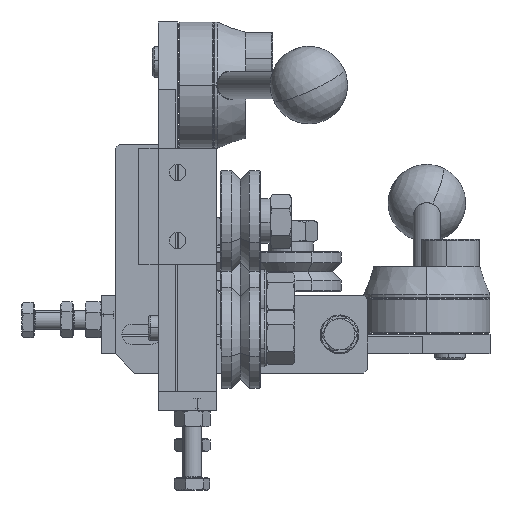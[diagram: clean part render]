
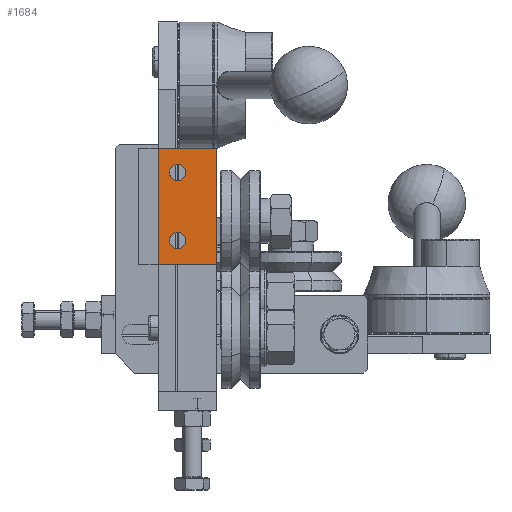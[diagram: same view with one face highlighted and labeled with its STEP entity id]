
A CAD part, left-side view. The second image highlights one B-rep face of the part: STEP entity #1684.
In plain terms, the highlighted planar face has unit normal (-1, 0, 0).
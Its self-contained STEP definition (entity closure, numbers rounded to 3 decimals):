
#1660 = CARTESIAN_POINT ( 'NONE',  ( -323., 75.8, 55.8 ) ) ;
#1684 = ADVANCED_FACE ( 'NONE', ( #42871, #47322, #29533 ), #30666, .F. ) ;
#3877 = CARTESIAN_POINT ( 'NONE',  ( -323., 65.8, 99.05 ) ) ;
#4144 = EDGE_CURVE ( 'NONE', #54420, #46120, #36027, .T. ) ;
#4293 = ORIENTED_EDGE ( 'NONE', *, *, #22470, .F. ) ;
#5271 = LINE ( 'NONE', #1660, #27380 ) ;
#5889 = DIRECTION ( 'NONE',  ( 0., 0., 1. ) ) ;
#8083 = ORIENTED_EDGE ( 'NONE', *, *, #17250, .F. ) ;
#8610 = DIRECTION ( 'NONE',  ( 0., 0., 1. ) ) ;
#8644 = AXIS2_PLACEMENT_3D ( 'NONE', #35350, #18710, #9780 ) ;
#9751 = CARTESIAN_POINT ( 'NONE',  ( -323., 65.8, 68.3 ) ) ;
#9780 = DIRECTION ( 'NONE',  ( 0., 0., -1. ) ) ;
#11366 = EDGE_CURVE ( 'NONE', #22989, #12769, #48251, .T. ) ;
#11737 = CARTESIAN_POINT ( 'NONE',  ( -323., 45.8, 115.8 ) ) ;
#12221 = DIRECTION ( 'NONE',  ( -1., 0., 0. ) ) ;
#12334 = ORIENTED_EDGE ( 'NONE', *, *, #38568, .F. ) ;
#12769 = VERTEX_POINT ( 'NONE', #50983 ) ;
#14670 = ORIENTED_EDGE ( 'NONE', *, *, #47055, .T. ) ;
#15475 = VERTEX_POINT ( 'NONE', #53772 ) ;
#15967 = CARTESIAN_POINT ( 'NONE',  ( -323., 45.8, 55.8 ) ) ;
#16948 = CARTESIAN_POINT ( 'NONE',  ( -323., 65.8, 103.3 ) ) ;
#17159 = CIRCLE ( 'NONE', #21613, 4.25 ) ;
#17250 = EDGE_CURVE ( 'NONE', #15475, #12769, #5271, .T. ) ;
#17721 = LINE ( 'NONE', #26034, #44515 ) ;
#17878 = AXIS2_PLACEMENT_3D ( 'NONE', #16948, #54527, #8610 ) ;
#18710 = DIRECTION ( 'NONE',  ( 1., 0., 0. ) ) ;
#18903 = DIRECTION ( 'NONE',  ( 0., 0., 1. ) ) ;
#20311 = DIRECTION ( 'NONE',  ( -1., 0., 0. ) ) ;
#21613 = AXIS2_PLACEMENT_3D ( 'NONE', #9751, #44217, #5889 ) ;
#21851 = EDGE_LOOP ( 'NONE', ( #12334, #30683 ) ) ;
#22470 = EDGE_CURVE ( 'NONE', #46120, #54420, #51624, .T. ) ;
#22989 = VERTEX_POINT ( 'NONE', #11737 ) ;
#23134 = VERTEX_POINT ( 'NONE', #23298 ) ;
#23298 = CARTESIAN_POINT ( 'NONE',  ( -323., 65.8, 64.05 ) ) ;
#24097 = EDGE_CURVE ( 'NONE', #23134, #24166, #17159, .T. ) ;
#24166 = VERTEX_POINT ( 'NONE', #26694 ) ;
#25082 = CARTESIAN_POINT ( 'NONE',  ( -323., 45.8, 55.8 ) ) ;
#25791 = VECTOR ( 'NONE', #27651, 1000. ) ;
#26034 = CARTESIAN_POINT ( 'NONE',  ( -323., 45.8, 55.8 ) ) ;
#26558 = DIRECTION ( 'NONE',  ( 0., 0., 1. ) ) ;
#26694 = CARTESIAN_POINT ( 'NONE',  ( -323., 65.8, 72.55 ) ) ;
#27380 = VECTOR ( 'NONE', #18903, 1000. ) ;
#27651 = DIRECTION ( 'NONE',  ( 0., 1., 0. ) ) ;
#28624 = CIRCLE ( 'NONE', #45487, 4.25 ) ;
#29157 = DIRECTION ( 'NONE',  ( 0., 0., 1. ) ) ;
#29461 = EDGE_LOOP ( 'NONE', ( #47554, #8083, #53721, #14670 ) ) ;
#29533 = FACE_OUTER_BOUND ( 'NONE', #29461, .T. ) ;
#30666 = PLANE ( 'NONE',  #8644 ) ;
#30683 = ORIENTED_EDGE ( 'NONE', *, *, #24097, .F. ) ;
#31234 = ORIENTED_EDGE ( 'NONE', *, *, #4144, .F. ) ;
#33663 = VERTEX_POINT ( 'NONE', #25082 ) ;
#35350 = CARTESIAN_POINT ( 'NONE',  ( -323., 45.8, 55.8 ) ) ;
#36027 = CIRCLE ( 'NONE', #54711, 4.25 ) ;
#36275 = CARTESIAN_POINT ( 'NONE',  ( -323., 45.8, 115.8 ) ) ;
#38568 = EDGE_CURVE ( 'NONE', #24166, #23134, #28624, .T. ) ;
#39573 = CARTESIAN_POINT ( 'NONE',  ( -323., 65.8, 107.55 ) ) ;
#42871 = FACE_BOUND ( 'NONE', #21851, .T. ) ;
#43811 = DIRECTION ( 'NONE',  ( 0., 1., 0. ) ) ;
#44217 = DIRECTION ( 'NONE',  ( -1., 0., 0. ) ) ;
#44515 = VECTOR ( 'NONE', #26558, 1000. ) ;
#45027 = CARTESIAN_POINT ( 'NONE',  ( -323., 65.8, 103.3 ) ) ;
#45487 = AXIS2_PLACEMENT_3D ( 'NONE', #46676, #12221, #29157 ) ;
#46120 = VERTEX_POINT ( 'NONE', #3877 ) ;
#46676 = CARTESIAN_POINT ( 'NONE',  ( -323., 65.8, 68.3 ) ) ;
#47055 = EDGE_CURVE ( 'NONE', #33663, #22989, #17721, .T. ) ;
#47322 = FACE_BOUND ( 'NONE', #51284, .T. ) ;
#47554 = ORIENTED_EDGE ( 'NONE', *, *, #11366, .T. ) ;
#48251 = LINE ( 'NONE', #36275, #48283 ) ;
#48283 = VECTOR ( 'NONE', #43811, 1000. ) ;
#50983 = CARTESIAN_POINT ( 'NONE',  ( -323., 75.8, 115.8 ) ) ;
#51284 = EDGE_LOOP ( 'NONE', ( #31234, #4293 ) ) ;
#51624 = CIRCLE ( 'NONE', #17878, 4.25 ) ;
#53677 = EDGE_CURVE ( 'NONE', #33663, #15475, #54081, .T. ) ;
#53706 = DIRECTION ( 'NONE',  ( 0., 0., 1. ) ) ;
#53721 = ORIENTED_EDGE ( 'NONE', *, *, #53677, .F. ) ;
#53772 = CARTESIAN_POINT ( 'NONE',  ( -323., 75.8, 55.8 ) ) ;
#54081 = LINE ( 'NONE', #15967, #25791 ) ;
#54420 = VERTEX_POINT ( 'NONE', #39573 ) ;
#54527 = DIRECTION ( 'NONE',  ( -1., 0., 0. ) ) ;
#54711 = AXIS2_PLACEMENT_3D ( 'NONE', #45027, #20311, #53706 ) ;
